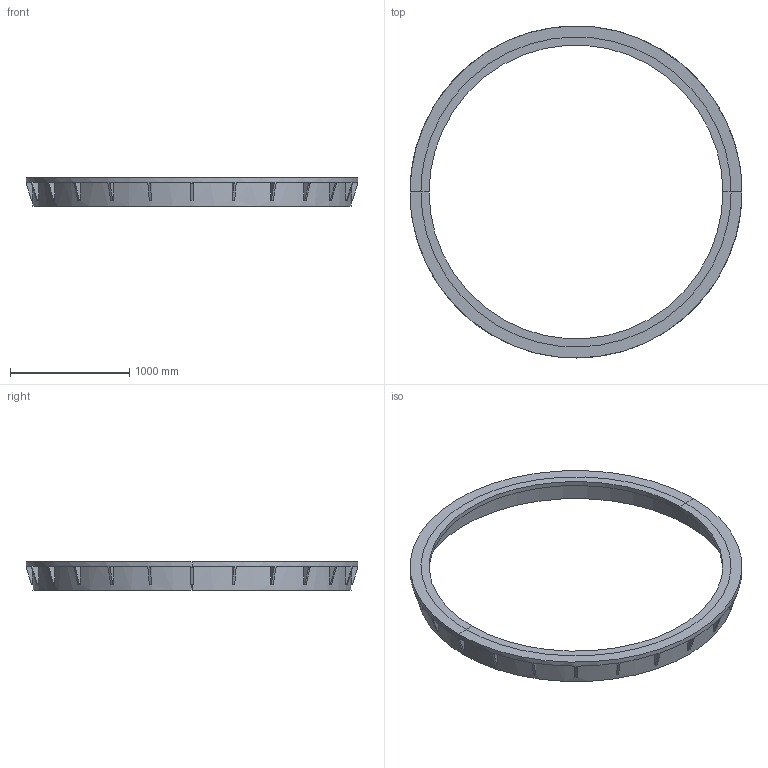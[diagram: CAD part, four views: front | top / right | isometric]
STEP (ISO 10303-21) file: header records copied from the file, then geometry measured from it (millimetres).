
FILE_DESCRIPTION(('WelSim Geometry'),'2;1');
FILE_NAME( 'Geom30.step', '2023-03-18T17:56:44',('WELSIM'),('WelSimulation LLC'), 'Open CASCADE STEP processor 7.5','WelSim26','Unknown');
FILE_SCHEMA(('AUTOMOTIVE_DESIGN { 1 0 10303 214 1 1 1 1 }'));
Length unit declared in the file: metre
Products named in the file (1): Document
Bounding box: 2780 x 2780 x 240 mm (x, y, z)
Surface area: 6872255.1 mm2 (no closed solid volume)
Topology: 0 solids, 1 shells, 184 faces, 512 edges, 304 vertices
Faces by surface type: bspline 184
Entity records: 17564 total; most frequent: CARTESIAN_POINT 11461, B_SPLINE_CURVE_WITH_KNOTS 1254, ORIENTED_EDGE 952, PCURVE 952, DEFINITIONAL_REPRESENTATION 952, EDGE_CURVE 512, SURFACE_CURVE 512, VERTEX_POINT 304
